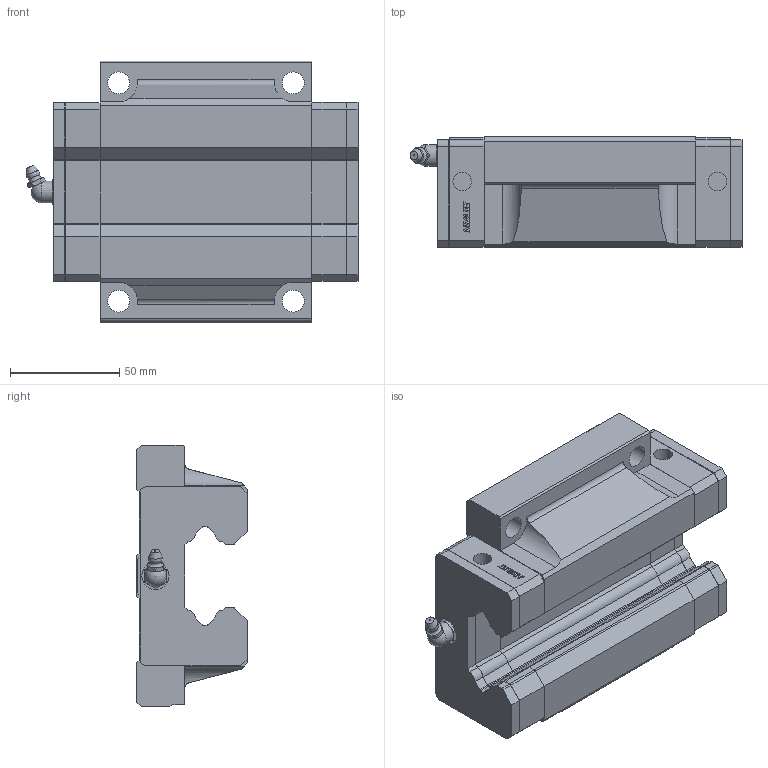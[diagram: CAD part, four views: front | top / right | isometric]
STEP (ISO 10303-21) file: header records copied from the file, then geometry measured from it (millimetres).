
FILE_DESCRIPTION(/* description */ (''),/* implementation_level */ '2;1');
FILE_NAME(/* name */ 'HGW45CAZ0C_GW202311001866.stp',/* time_stamp */ '2023-11-01T22:40:00+08:00',/* author */ ('Administrator'),/* organization */ (''),/* preprocessor_version */ 'ST-DEVELOPER v16.13',/* originating_system */ 'Autodesk Inventor 2018',/* authorisation */ '');
FILE_SCHEMA (('AUTOMOTIVE_DESIGN { 1 0 10303 214 3 1 1 }'));
Products named in the file (4): HGW45CAZ0C_GW202311001866; HGW45C_右封_temp; 34320003; 18PTH
Assembly tree (3 placements, depth 2):
  HGW45CAZ0C_GW202311001866
    HGW45C_右封_temp
    34320003
    18PTH
Bounding box: 152.1 x 50.5 x 120 mm (x, y, z)
Volume: 512605.9 mm3; surface area: 89058.4 mm2
Topology: 7 solids, 7 shells, 689 faces, 1872 edges, 1220 vertices
Faces by surface type: plane 473, cylinder 160, cone 51, torus 2, sphere 2, bspline 1
Full cylindrical faces by diameter (mm): 1 x2, 7.3 x2, 8.5 x4, 10 x5, 10.106 x4, 11.5 x1, 12.5 x2
Entity records: 21547 total; most frequent: CARTESIAN_POINT 3893, ORIENTED_EDGE 3678, DIRECTION 3589, EDGE_CURVE 1839, LINE 1387, VECTOR 1387, VERTEX_POINT 1212, AXIS2_PLACEMENT_3D 1101
